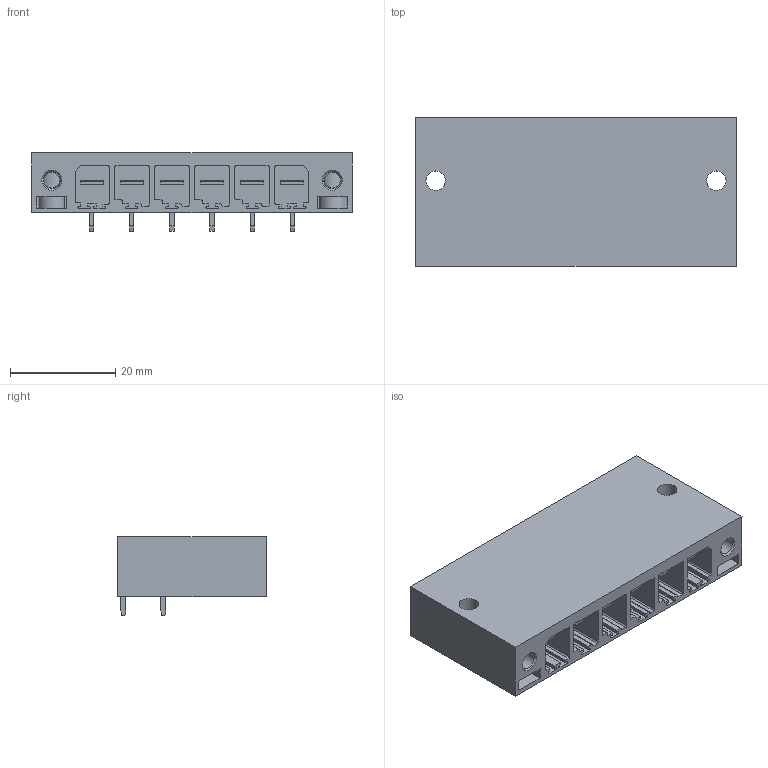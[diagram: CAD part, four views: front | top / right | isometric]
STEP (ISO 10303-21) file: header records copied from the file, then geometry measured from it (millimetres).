
FILE_DESCRIPTION(('CATIA V5 STEP Exchange','CAx-IF Rec.Pracs.--- Model Styling and Organization---1.2---2011-12-15'),'2;1');
FILE_NAME ('D1459457_0_1931520000_1931520000.stp','2018-11-29T07:45:54+00:00',('none'),('Weidmueller'),'CATIA Version 5-6 Release 2014','CATIA V5 STEP AP214','none');
FILE_SCHEMA(('AUTOMOTIVE_DESIGN { 1 0 10303 214 1 1 1 1 }'));
Length unit declared in the file: millimetre
Products named in the file (1): 1931520000
Bounding box: 60.96 x 28.3 x 14.9 mm (x, y, z)
Volume: 13725.8 mm3; surface area: 12692.5 mm2
Topology: 9 solids, 9 shells, 516 faces, 1456 edges, 962 vertices
Faces by surface type: plane 406, cylinder 106, cone 4
Entity records: 15309 total; most frequent: ORIENTED_EDGE 2912, CARTESIAN_POINT 2706, DIRECTION 2030, EDGE_CURVE 1456, VECTOR 1240, LINE 1240, VERTEX_POINT 962, EDGE_LOOP 548
